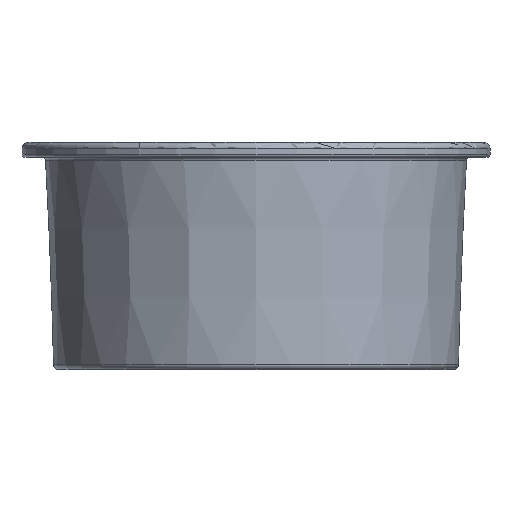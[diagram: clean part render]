
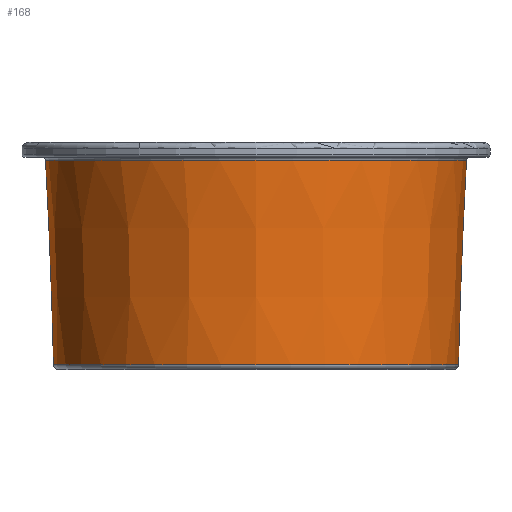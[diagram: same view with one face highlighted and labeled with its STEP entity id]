
A CAD part, left-side view. The second image highlights one B-rep face of the part: STEP entity #168.
In plain terms, the highlighted conical face has half-angle 2.251 degrees and reference radius 211.39 mm.
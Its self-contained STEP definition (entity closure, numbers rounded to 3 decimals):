
#118=CONICAL_SURFACE('',#409,211.39,2.251);
#144=CIRCLE('',#406,203.313);
#145=CIRCLE('',#408,211.382);
#168=ADVANCED_FACE('',(#214,#215),#118,.T.);
#214=FACE_BOUND('',#262,.T.);
#215=FACE_BOUND('',#263,.T.);
#262=EDGE_LOOP('',(#310));
#263=EDGE_LOOP('',(#311));
#310=ORIENTED_EDGE('',*,*,#364,.T.);
#311=ORIENTED_EDGE('',*,*,#365,.F.);
#340=VERTEX_POINT('',#1509);
#341=VERTEX_POINT('',#1512);
#364=EDGE_CURVE('',#340,#340,#144,.T.);
#365=EDGE_CURVE('',#341,#341,#145,.T.);
#406=AXIS2_PLACEMENT_3D('',#1508,#482,#483);
#408=AXIS2_PLACEMENT_3D('',#1511,#486,#487);
#409=AXIS2_PLACEMENT_3D('',#1513,#488,#489);
#482=DIRECTION('',(0.,0.,1.));
#483=DIRECTION('',(-1.,0.,0.));
#486=DIRECTION('',(0.,0.,1.));
#487=DIRECTION('',(-1.,0.,0.));
#488=DIRECTION('',(0.,0.,1.));
#489=DIRECTION('',(1.,0.,0.));
#1508=CARTESIAN_POINT('',(0.,0.,94.304));
#1509=CARTESIAN_POINT('',(-203.313,0.,94.304));
#1511=CARTESIAN_POINT('',(0.,0.,299.618));
#1512=CARTESIAN_POINT('',(-211.382,0.,299.618));
#1513=CARTESIAN_POINT('',(0.,0.,299.831));
